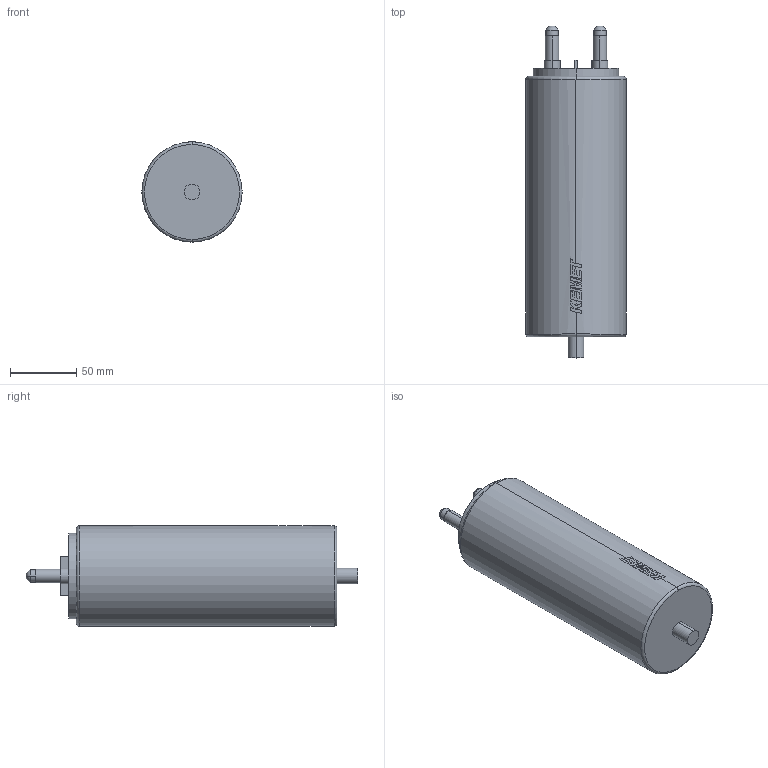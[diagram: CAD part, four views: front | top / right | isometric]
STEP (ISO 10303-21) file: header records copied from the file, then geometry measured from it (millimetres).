
FILE_DESCRIPTION (( 'STEP AP214' ), '1' );
FILE_NAME ('CFP_C44H_75X194D75.5L196S35.STEP', '2018-01-23T15:38:38', ( '' ), ( '' ), 'SwSTEP 2.0', 'SolidWorks 2014', '' );
FILE_SCHEMA (( 'AUTOMOTIVE_DESIGN' ));
Length unit declared in the file: millimetre
Products named in the file (1): CFP_C44H_75X194D75.5L196S35
Bounding box: 75.5 x 250 x 75.51 mm (x, y, z)
Volume: 888585 mm3; surface area: 61117 mm2
Topology: 1 solids, 1 shells, 106 faces, 274 edges, 180 vertices
Faces by surface type: plane 38, bspline 31, cylinder 29, torus 8
Entity records: 4603 total; most frequent: CARTESIAN_POINT 1109, ORIENTED_EDGE 548, DIRECTION 351, EDGE_CURVE 274, VERTEX_POINT 180, AXIS2_PLACEMENT_3D 132, B_SPLINE_CURVE_WITH_KNOTS 131, EDGE_LOOP 116
